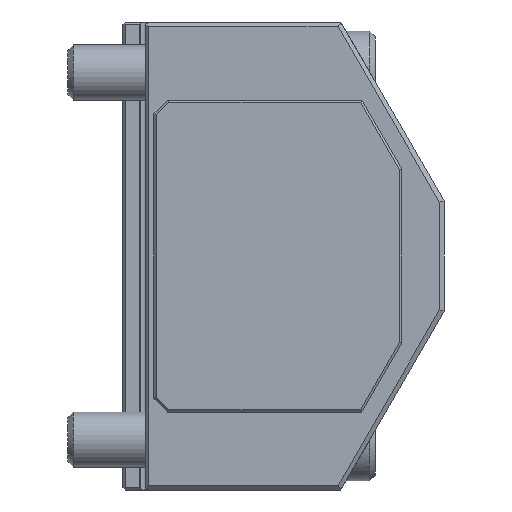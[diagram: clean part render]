
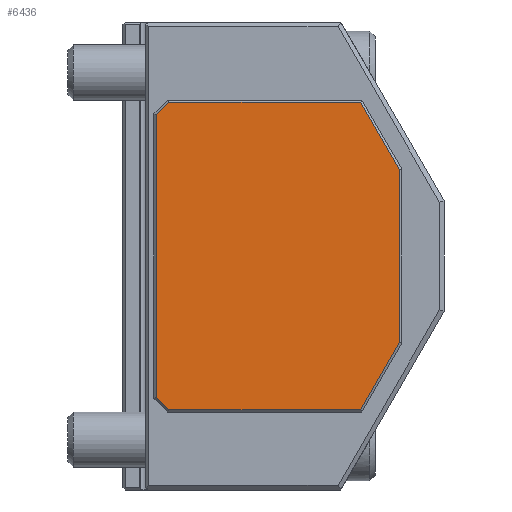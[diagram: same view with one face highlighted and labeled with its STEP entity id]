
A CAD part, left-side view. The second image highlights one B-rep face of the part: STEP entity #6436.
In plain terms, the highlighted planar face has unit normal (-1, 0, 0).
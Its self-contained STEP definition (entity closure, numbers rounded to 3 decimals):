
#1225=DIRECTION('',(0.,0.,1.));
#1226=VECTOR('',#1225,37.732);
#1227=CARTESIAN_POINT('',(-39.,-55.25,-18.866));
#1228=LINE('',#1227,#1226);
#1229=DIRECTION('',(0.,-0.5,0.866));
#1230=VECTOR('',#1229,16.898);
#1231=CARTESIAN_POINT('',(-39.,-46.801,-33.5));
#1232=LINE('',#1231,#1230);
#1233=DIRECTION('',(0.,-1.,0.));
#1234=VECTOR('',#1233,41.844);
#1235=CARTESIAN_POINT('',(-39.,-4.957,-33.5));
#1236=LINE('',#1235,#1234);
#1237=DIRECTION('',(0.,-0.707,-0.707));
#1238=VECTOR('',#1237,3.828);
#1239=CARTESIAN_POINT('',(-39.,-2.25,-30.793));
#1240=LINE('',#1239,#1238);
#1241=DIRECTION('',(0.,0.,-1.));
#1242=VECTOR('',#1241,61.586);
#1243=CARTESIAN_POINT('',(-39.,-2.25,30.793));
#1244=LINE('',#1243,#1242);
#1245=DIRECTION('',(0.,0.707,-0.707));
#1246=VECTOR('',#1245,3.828);
#1247=CARTESIAN_POINT('',(-39.,-4.957,33.5));
#1248=LINE('',#1247,#1246);
#1249=DIRECTION('',(0.,1.,0.));
#1250=VECTOR('',#1249,41.844);
#1251=CARTESIAN_POINT('',(-39.,-46.801,33.5));
#1252=LINE('',#1251,#1250);
#1253=DIRECTION('',(0.,0.5,0.866));
#1254=VECTOR('',#1253,16.898);
#1255=CARTESIAN_POINT('',(-39.,-55.25,18.866));
#1256=LINE('',#1255,#1254);
#4413=CARTESIAN_POINT('',(-39.,-55.25,-18.866));
#4414=CARTESIAN_POINT('',(-39.,-55.25,18.866));
#4415=VERTEX_POINT('',#4413);
#4416=VERTEX_POINT('',#4414);
#4417=CARTESIAN_POINT('',(-39.,-46.801,33.5));
#4418=VERTEX_POINT('',#4417);
#4423=CARTESIAN_POINT('',(-39.,-4.957,33.5));
#4424=VERTEX_POINT('',#4423);
#4427=CARTESIAN_POINT('',(-39.,-2.25,30.793));
#4428=VERTEX_POINT('',#4427);
#4431=CARTESIAN_POINT('',(-39.,-2.25,-30.793));
#4432=VERTEX_POINT('',#4431);
#4435=CARTESIAN_POINT('',(-39.,-4.957,-33.5));
#4436=VERTEX_POINT('',#4435);
#4439=CARTESIAN_POINT('',(-39.,-46.801,-33.5));
#4440=VERTEX_POINT('',#4439);
#6416=CARTESIAN_POINT('',(-39.,-31.75,0.));
#6417=DIRECTION('',(-1.,0.,0.));
#6418=DIRECTION('',(0.,0.,-1.));
#6419=AXIS2_PLACEMENT_3D('',#6416,#6417,#6418);
#6420=PLANE('',#6419);
#6422=ORIENTED_EDGE('',*,*,#6421,.F.);
#6424=ORIENTED_EDGE('',*,*,#6423,.F.);
#6426=ORIENTED_EDGE('',*,*,#6425,.F.);
#6428=ORIENTED_EDGE('',*,*,#6427,.F.);
#6430=ORIENTED_EDGE('',*,*,#6429,.F.);
#6431=ORIENTED_EDGE('',*,*,#6381,.F.);
#6432=ORIENTED_EDGE('',*,*,#6396,.F.);
#6433=ORIENTED_EDGE('',*,*,#6407,.F.);
#6434=EDGE_LOOP('',(#6422,#6424,#6426,#6428,#6430,#6431,#6432,#6433));
#6435=FACE_OUTER_BOUND('',#6434,.F.);
#6381=EDGE_CURVE('',#4424,#4428,#1248,.T.);
#6396=EDGE_CURVE('',#4418,#4424,#1252,.T.);
#6407=EDGE_CURVE('',#4416,#4418,#1256,.T.);
#6421=EDGE_CURVE('',#4415,#4416,#1228,.T.);
#6423=EDGE_CURVE('',#4440,#4415,#1232,.T.);
#6425=EDGE_CURVE('',#4436,#4440,#1236,.T.);
#6427=EDGE_CURVE('',#4432,#4436,#1240,.T.);
#6429=EDGE_CURVE('',#4428,#4432,#1244,.T.);
#6436=ADVANCED_FACE('',(#6435),#6420,.T.);
